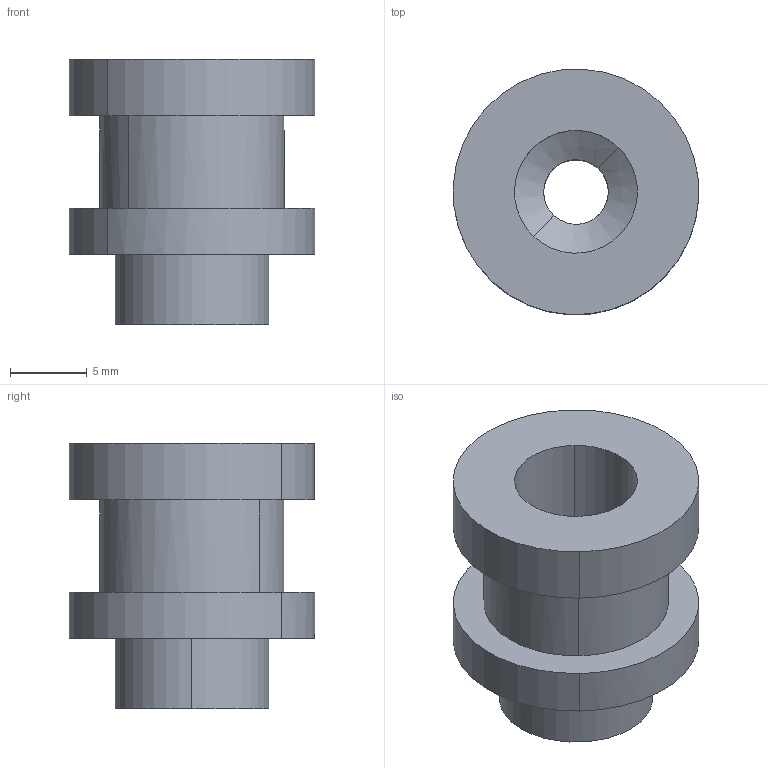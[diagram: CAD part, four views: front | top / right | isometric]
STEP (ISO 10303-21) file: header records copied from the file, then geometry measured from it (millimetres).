
FILE_DESCRIPTION(('CATIA V5 STEP Exchange','CAx-IF Rec.Pracs.--- Model Styling and Organization---1.4--- 2014-01-23','CAx-IF Rec.Pracs.---3D Tessellated Data Validation Properties---0.5---2014-09-14'),'2;1');
FILE_NAME('Nova_Extended_Groove.stp','2021-03-24T07:46:55+00:00',('none'),('none'),'CATIA Version 5-6 Release 2017','CATIA V5 STEP AP242','none');
FILE_SCHEMA(('AP242_MANAGED_MODEL_BASED_3D_ENGINEERING_MIM_LF {1 0 10303 442 1 1 4}'));
Length unit declared in the file: millimetre
Products named in the file (1): Nova_Extended_Groove
Bounding box: 15.98 x 15.98 x 17.3 mm (x, y, z)
Volume: 1892 mm3; surface area: 1554.7 mm2
Topology: 1 solids, 1 shells, 21 faces, 44 edges, 28 vertices
Faces by surface type: cylinder 14, plane 5, cone 2
Entity records: 589 total; most frequent: CARTESIAN_POINT 154, ORIENTED_EDGE 88, DIRECTION 65, EDGE_CURVE 44, AXIS2_PLACEMENT_3D 38, VERTEX_POINT 28, EDGE_LOOP 26, CIRCLE 25
